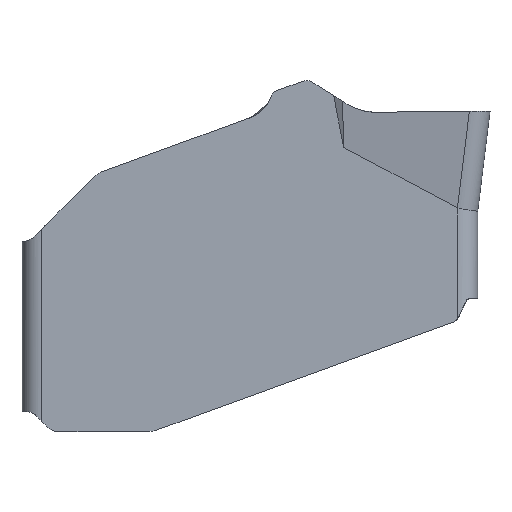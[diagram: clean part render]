
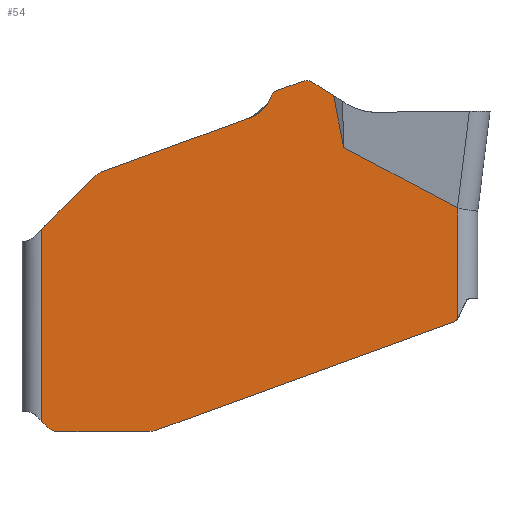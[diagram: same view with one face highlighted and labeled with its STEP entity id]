
A CAD part, left-side view. The second image highlights one B-rep face of the part: STEP entity #54.
In plain terms, the highlighted planar face has unit normal (-1, 0, 0).
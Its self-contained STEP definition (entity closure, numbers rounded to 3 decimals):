
#54=ADVANCED_FACE('',(#104),#88,.F.);
#88=PLANE('',#735);
#104=FACE_OUTER_BOUND('',#138,.T.);
#138=EDGE_LOOP('',(#318,#319,#320,#321,#322,#323,#324,#325,#326,#327,#328,
#329,#330,#331,#332,#333,#334,#335,#336));
#176=CIRCLE('',#730,0.4);
#177=CIRCLE('',#731,0.34);
#178=CIRCLE('',#732,0.55);
#179=CIRCLE('',#733,0.6);
#180=CIRCLE('',#734,1.);
#193=LINE('',#1086,#248);
#194=LINE('',#1090,#249);
#195=LINE('',#1092,#250);
#196=LINE('',#1094,#251);
#197=LINE('',#1098,#252);
#198=LINE('',#1119,#253);
#199=LINE('',#1134,#254);
#200=LINE('',#1136,#255);
#201=LINE('',#1140,#256);
#202=LINE('',#1144,#257);
#248=VECTOR('',#800,1.);
#249=VECTOR('',#803,1.);
#250=VECTOR('',#804,1.);
#251=VECTOR('',#805,1.);
#252=VECTOR('',#808,1.);
#253=VECTOR('',#811,1.);
#254=VECTOR('',#814,1.);
#255=VECTOR('',#815,1.);
#256=VECTOR('',#818,1.);
#257=VECTOR('',#821,1.);
#318=ORIENTED_EDGE('',*,*,#574,.F.);
#319=ORIENTED_EDGE('',*,*,#575,.T.);
#320=ORIENTED_EDGE('',*,*,#576,.T.);
#321=ORIENTED_EDGE('',*,*,#577,.F.);
#322=ORIENTED_EDGE('',*,*,#578,.F.);
#323=ORIENTED_EDGE('',*,*,#579,.T.);
#324=ORIENTED_EDGE('',*,*,#580,.T.);
#325=ORIENTED_EDGE('',*,*,#581,.T.);
#326=ORIENTED_EDGE('',*,*,#582,.T.);
#327=ORIENTED_EDGE('',*,*,#583,.T.);
#328=ORIENTED_EDGE('',*,*,#584,.T.);
#329=ORIENTED_EDGE('',*,*,#585,.T.);
#330=ORIENTED_EDGE('',*,*,#586,.T.);
#331=ORIENTED_EDGE('',*,*,#587,.T.);
#332=ORIENTED_EDGE('',*,*,#588,.F.);
#333=ORIENTED_EDGE('',*,*,#589,.F.);
#334=ORIENTED_EDGE('',*,*,#590,.F.);
#335=ORIENTED_EDGE('',*,*,#591,.F.);
#336=ORIENTED_EDGE('',*,*,#592,.F.);
#510=VERTEX_POINT('',#1084);
#511=VERTEX_POINT('',#1085);
#512=VERTEX_POINT('',#1087);
#513=VERTEX_POINT('',#1089);
#514=VERTEX_POINT('',#1091);
#515=VERTEX_POINT('',#1093);
#516=VERTEX_POINT('',#1095);
#517=VERTEX_POINT('',#1097);
#518=VERTEX_POINT('',#1099);
#519=VERTEX_POINT('',#1101);
#520=VERTEX_POINT('',#1118);
#521=VERTEX_POINT('',#1120);
#522=VERTEX_POINT('',#1122);
#523=VERTEX_POINT('',#1133);
#524=VERTEX_POINT('',#1135);
#525=VERTEX_POINT('',#1137);
#526=VERTEX_POINT('',#1139);
#527=VERTEX_POINT('',#1141);
#528=VERTEX_POINT('',#1143);
#574=EDGE_CURVE('',#510,#511,#662,.T.);
#575=EDGE_CURVE('',#510,#512,#193,.T.);
#576=EDGE_CURVE('',#512,#513,#652,.T.);
#577=EDGE_CURVE('',#514,#513,#194,.T.);
#578=EDGE_CURVE('',#515,#514,#195,.T.);
#579=EDGE_CURVE('',#515,#516,#196,.T.);
#580=EDGE_CURVE('',#516,#517,#176,.T.);
#581=EDGE_CURVE('',#517,#518,#197,.T.);
#582=EDGE_CURVE('',#518,#519,#177,.T.);
#583=EDGE_CURVE('',#519,#520,#663,.T.);
#584=EDGE_CURVE('',#520,#521,#198,.T.);
#585=EDGE_CURVE('',#521,#522,#178,.T.);
#586=EDGE_CURVE('',#522,#523,#664,.T.);
#587=EDGE_CURVE('',#523,#524,#199,.T.);
#588=EDGE_CURVE('',#525,#524,#200,.T.);
#589=EDGE_CURVE('',#526,#525,#179,.T.);
#590=EDGE_CURVE('',#527,#526,#201,.T.);
#591=EDGE_CURVE('',#528,#527,#180,.T.);
#592=EDGE_CURVE('',#511,#528,#202,.T.);
#652=ELLIPSE('',#729,7.698,0.8);
#662=B_SPLINE_CURVE_WITH_KNOTS('',3,(#1076,#1077,#1078,#1079,#1080,#1081,
#1082,#1083),.UNSPECIFIED.,.F.,.F.,(4,2,2,4),(0.,0.25,0.5,
1.),.UNSPECIFIED.);
#663=B_SPLINE_CURVE_WITH_KNOTS('',3,(#1102,#1103,#1104,#1105,#1106,#1107,
#1108,#1109,#1110,#1111,#1112,#1113,#1114,#1115,#1116,#1117),
 .UNSPECIFIED.,.F.,.F.,(4,1,1,1,1,1,1,1,1,1,1,1,1,4),(0.,0.02,
0.045,0.053,0.07,0.13,
0.22,0.366,0.395,0.417,
0.436,0.5,1.,1.),.UNSPECIFIED.);
#664=B_SPLINE_CURVE_WITH_KNOTS('',3,(#1123,#1124,#1125,#1126,#1127,#1128,
#1129,#1130,#1131,#1132),.UNSPECIFIED.,.F.,.F.,(4,3,3,4),(0.,0.334,
0.667,1.),.UNSPECIFIED.);
#729=AXIS2_PLACEMENT_3D('',#1088,#801,#802);
#730=AXIS2_PLACEMENT_3D('',#1096,#806,#807);
#731=AXIS2_PLACEMENT_3D('',#1100,#809,#810);
#732=AXIS2_PLACEMENT_3D('',#1121,#812,#813);
#733=AXIS2_PLACEMENT_3D('',#1138,#816,#817);
#734=AXIS2_PLACEMENT_3D('',#1142,#819,#820);
#735=AXIS2_PLACEMENT_3D('',#1145,#822,#823);
#800=DIRECTION('',(0.,0.,1.));
#801=DIRECTION('',(1.,0.,0.));
#802=DIRECTION('',(0.,-0.122,0.993));
#803=DIRECTION('',(0.,-0.883,-0.468));
#804=DIRECTION('',(0.,-0.189,-0.982));
#805=DIRECTION('',(0.,0.848,0.53));
#806=DIRECTION('',(-1.,0.,0.));
#807=DIRECTION('',(0.,0.,-1.));
#808=DIRECTION('',(0.,0.94,-0.342));
#809=DIRECTION('',(-1.,0.,0.));
#810=DIRECTION('',(0.,0.,-1.));
#811=DIRECTION('',(0.,0.94,-0.342));
#812=DIRECTION('',(-1.,0.,0.));
#813=DIRECTION('',(0.,0.,-1.));
#814=DIRECTION('',(0.,0.,-1.));
#815=DIRECTION('',(0.,0.707,0.707));
#816=DIRECTION('',(1.,0.,0.));
#817=DIRECTION('',(0.,0.,-1.));
#818=DIRECTION('',(0.,1.,0.));
#819=DIRECTION('',(1.,0.,0.));
#820=DIRECTION('',(0.,0.,-1.));
#821=DIRECTION('',(0.,0.94,-0.342));
#822=DIRECTION('',(1.,0.,0.));
#823=DIRECTION('',(0.,0.,1.));
#1076=CARTESIAN_POINT('',(-3.6,-8.222,-8.355));
#1077=CARTESIAN_POINT('',(-3.6,-8.211,-8.38));
#1078=CARTESIAN_POINT('',(-3.6,-8.197,-8.404));
#1079=CARTESIAN_POINT('',(-3.6,-8.165,-8.447));
#1080=CARTESIAN_POINT('',(-3.6,-8.146,-8.467));
#1081=CARTESIAN_POINT('',(-3.6,-8.086,-8.522));
#1082=CARTESIAN_POINT('',(-3.6,-8.04,-8.55));
#1083=CARTESIAN_POINT('',(-3.6,-7.988,-8.569));
#1084=CARTESIAN_POINT('',(-3.6,-8.2,-8.397));
#1085=CARTESIAN_POINT('',(-3.6,-7.988,-8.569));
#1086=CARTESIAN_POINT('',(-3.6,-8.2,-4.351));
#1087=CARTESIAN_POINT('',(-3.6,-8.2,-3.924));
#1088=CARTESIAN_POINT('',(-3.6,-9.15,3.715));
#1089=CARTESIAN_POINT('',(-3.6,-8.181,-3.916));
#1090=CARTESIAN_POINT('',(-3.6,-0.175,0.329));
#1091=CARTESIAN_POINT('',(-3.6,-3.557,-1.465));
#1092=CARTESIAN_POINT('',(-3.6,-3.158,0.608));
#1093=CARTESIAN_POINT('',(-3.6,-3.152,0.64));
#1094=CARTESIAN_POINT('',(-3.6,-1.173,1.877));
#1095=CARTESIAN_POINT('',(-3.6,-2.267,1.193));
#1096=CARTESIAN_POINT('',(-3.6,-2.055,0.854));
#1097=CARTESIAN_POINT('',(-3.6,-1.918,1.23));
#1098=CARTESIAN_POINT('',(-3.6,0.171,0.47));
#1099=CARTESIAN_POINT('',(-3.6,-0.841,0.838));
#1100=CARTESIAN_POINT('',(-3.6,-0.958,0.519));
#1101=CARTESIAN_POINT('',(-3.6,-0.65,0.663));
#1102=CARTESIAN_POINT('',(-3.6,-0.65,0.663));
#1103=CARTESIAN_POINT('',(-3.6,-0.64,0.642));
#1104=CARTESIAN_POINT('',(-3.6,-0.618,0.596));
#1105=CARTESIAN_POINT('',(-3.6,-0.593,0.542));
#1106=CARTESIAN_POINT('',(-3.6,-0.57,0.492));
#1107=CARTESIAN_POINT('',(-3.6,-0.529,0.408));
#1108=CARTESIAN_POINT('',(-3.6,-0.435,0.251));
#1109=CARTESIAN_POINT('',(-3.6,-0.229,0.008));
#1110=CARTESIAN_POINT('',(-3.6,0.007,-0.159));
#1111=CARTESIAN_POINT('',(-3.6,0.205,-0.249));
#1112=CARTESIAN_POINT('',(-3.6,0.277,-0.276));
#1113=CARTESIAN_POINT('',(-3.6,0.387,-0.316));
#1114=CARTESIAN_POINT('',(-3.6,0.998,-0.538));
#1115=CARTESIAN_POINT('',(-3.6,1.606,-0.76));
#1116=CARTESIAN_POINT('',(-3.6,2.151,-0.958));
#1117=CARTESIAN_POINT('',(-3.6,2.151,-0.958));
#1118=CARTESIAN_POINT('',(-3.6,2.151,-0.958));
#1119=CARTESIAN_POINT('',(-3.6,-0.056,-0.154));
#1120=CARTESIAN_POINT('',(-3.6,6.313,-2.473));
#1121=CARTESIAN_POINT('',(-3.6,6.125,-2.989));
#1122=CARTESIAN_POINT('',(-3.6,6.514,-2.601));
#1123=CARTESIAN_POINT('',(-3.6,6.514,-2.601));
#1124=CARTESIAN_POINT('',(-3.6,6.757,-2.844));
#1125=CARTESIAN_POINT('',(-3.6,7.,-3.087));
#1126=CARTESIAN_POINT('',(-3.6,7.243,-3.33));
#1127=CARTESIAN_POINT('',(-3.6,7.486,-3.573));
#1128=CARTESIAN_POINT('',(-3.6,7.728,-3.815));
#1129=CARTESIAN_POINT('',(-3.6,7.971,-4.058));
#1130=CARTESIAN_POINT('',(-3.6,8.214,-4.301));
#1131=CARTESIAN_POINT('',(-3.6,8.457,-4.544));
#1132=CARTESIAN_POINT('',(-3.6,8.7,-4.787));
#1133=CARTESIAN_POINT('',(-3.6,8.7,-4.787));
#1134=CARTESIAN_POINT('',(-3.6,8.7,4.65));
#1135=CARTESIAN_POINT('',(-3.6,8.7,-12.593));
#1136=CARTESIAN_POINT('',(-3.6,10.646,-10.646));
#1137=CARTESIAN_POINT('',(-3.6,8.469,-12.824));
#1138=CARTESIAN_POINT('',(-3.6,8.044,-12.4));
#1139=CARTESIAN_POINT('',(-3.6,8.044,-13.));
#1140=CARTESIAN_POINT('',(-3.6,0.,-13.));
#1141=CARTESIAN_POINT('',(-3.6,4.363,-13.));
#1142=CARTESIAN_POINT('',(-3.6,4.363,-12.));
#1143=CARTESIAN_POINT('',(-3.6,4.021,-12.94));
#1144=CARTESIAN_POINT('',(-3.6,-3.688,-10.134));
#1145=CARTESIAN_POINT('',(-3.6,0.,0.));
